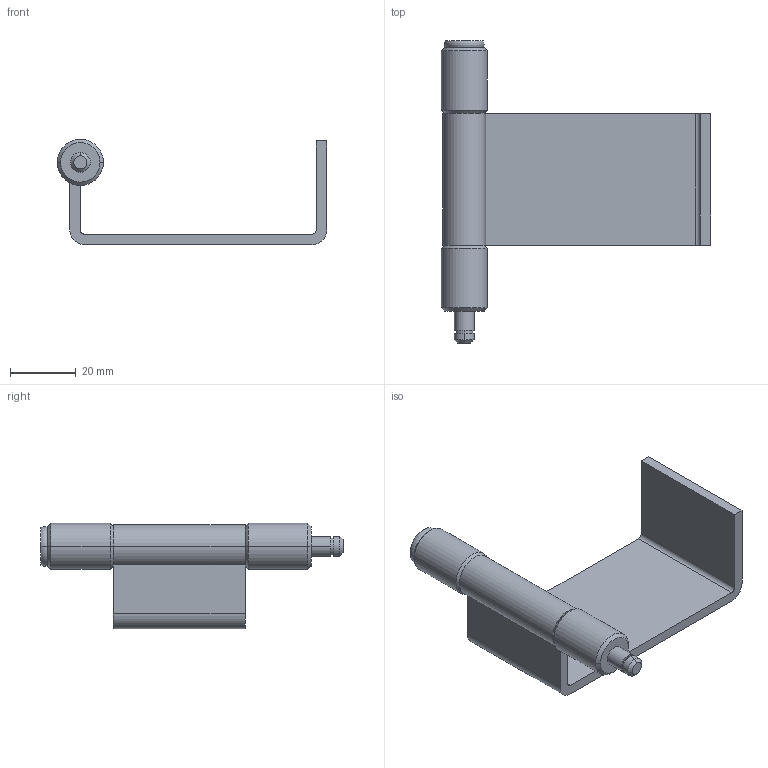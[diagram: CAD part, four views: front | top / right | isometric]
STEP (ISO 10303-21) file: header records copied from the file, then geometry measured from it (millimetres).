
FILE_DESCRIPTION (( 'STEP AP203' ), '1' );
FILE_NAME ('B-590-2.STEP', '2009-03-13T01:47:30', ( ' ' ), ( ' ' ), 'SwSTEP 2.0', 'SolidWorks 2007', '' );
FILE_SCHEMA (( 'CONFIG_CONTROL_DESIGN' ));
Length unit declared in the file: millimetre
Products named in the file (4): B-590-2僸儞僕__棉太倌; B-590-2僺儞__棉太倌; B-590-2; B-590僇儔乕__棉太倌
Assembly tree (4 placements, depth 2):
  B-590-2
    B-590-2僺儞__棉太倌
    B-590僇儔乕__棉太倌  x2
    B-590-2僸儞僕__棉太倌
Bounding box: 81.8 x 91.7 x 32 mm (x, y, z)
Volume: 26906.2 mm3; surface area: 17866.2 mm2
Topology: 4 solids, 4 shells, 53 faces, 116 edges, 74 vertices
Faces by surface type: cylinder 23, plane 18, cone 10, torus 2
Entity records: 1666 total; most frequent: DIRECTION 246, CARTESIAN_POINT 208, ORIENTED_EDGE 192, AXIS2_PLACEMENT_3D 100, EDGE_CURVE 96, VERTEX_POINT 62, EDGE_LOOP 50, CIRCLE 50
